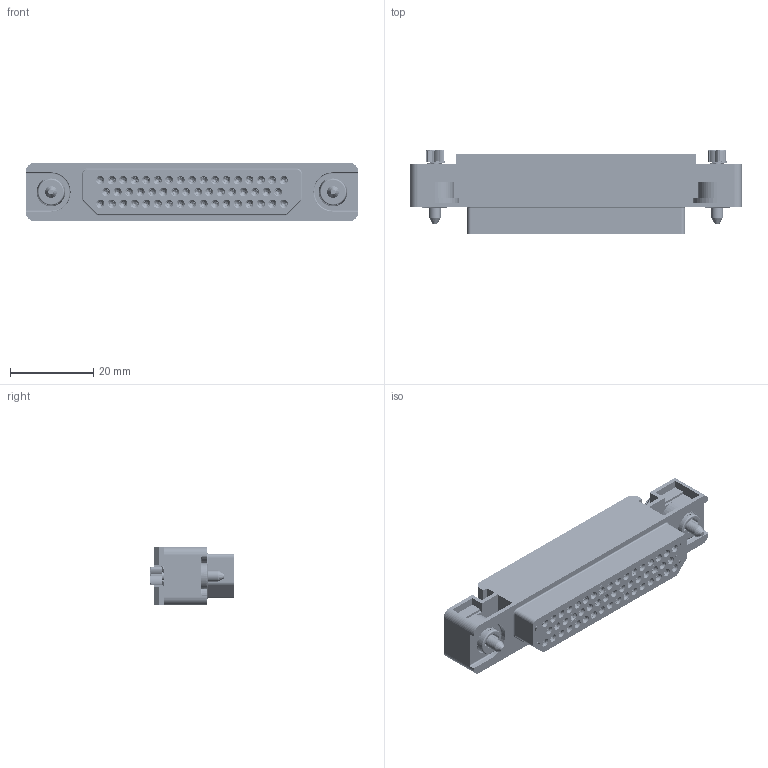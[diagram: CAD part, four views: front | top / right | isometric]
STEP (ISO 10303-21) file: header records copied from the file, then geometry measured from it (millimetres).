
FILE_DESCRIPTION((''),'2;1');
FILE_NAME('1900ND01S2A00E','2020-08-05T',('presta_be4'),(''),'CREO PARAMETRIC BY PTC INC, 2018360','CREO PARAMETRIC BY PTC INC, 2018360','');
FILE_SCHEMA(('CONFIG_CONTROL_DESIGN'));
Products named in the file (1): 1900ND01S2A00E
Bounding box: 80 x 20.21 x 14 mm (x, y, z)
Volume: 13051.4 mm3; surface area: 27419.3 mm2
Topology: 13 solids, 13 shells, 8359 faces, 22086 edges, 14062 vertices
Faces by surface type: plane 3623, cylinder 2132, cone 1438, torus 938, bspline 200, extrusion 28
Entity records: 322198 total; most frequent: CARTESIAN_POINT 116307, ORIENTED_EDGE 43764, DIRECTION 42370, EDGE_CURVE 21882, AXIS2_PLACEMENT_3D 16027, VERTEX_POINT 14062, VECTOR 10316, LINE 10288
